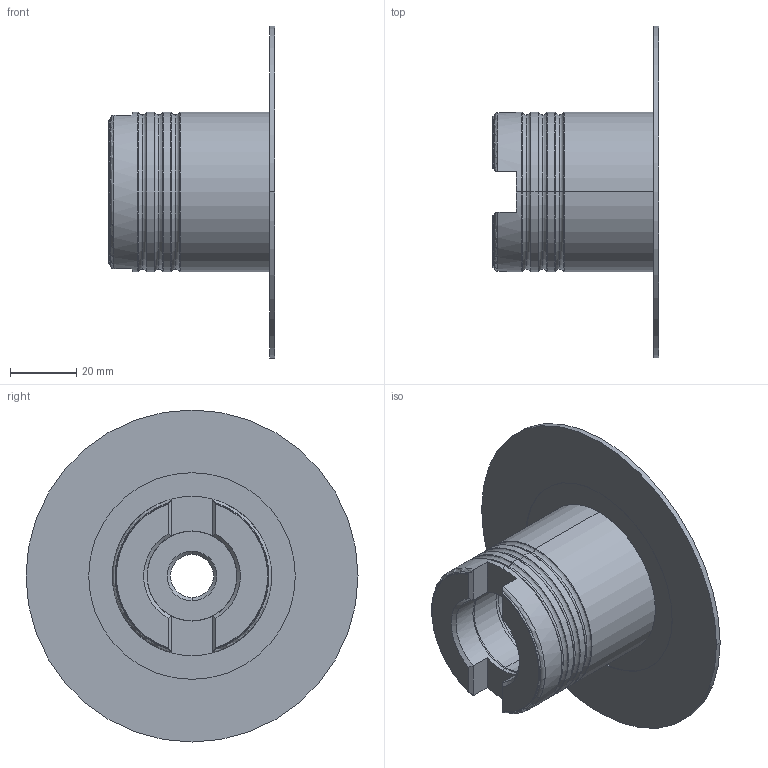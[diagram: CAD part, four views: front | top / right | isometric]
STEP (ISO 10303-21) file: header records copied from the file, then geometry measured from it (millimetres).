
FILE_DESCRIPTION (( 'STEP AP214' ), '1' );
FILE_NAME ('TFA-100-160-S06-9.STEP', '2019-05-22T09:29:58', ( '' ), ( '' ), 'SwSTEP 2.0', 'SolidWorks 2018', '' );
FILE_SCHEMA (( 'AUTOMOTIVE_DESIGN' ));
Length unit declared in the file: millimetre
Products named in the file (3): JSCHF183_1 pk; JSCHF183 pk; TFA-100-160-S06-9
Assembly tree (2 placements, depth 2):
  TFA-100-160-S06-9
    JSCHF183_1 pk
    JSCHF183 pk
Bounding box: 50 x 100 x 100 mm (x, y, z)
Volume: 76510.5 mm3; surface area: 29644.8 mm2
Topology: 2 solids, 2 shells, 170 faces, 394 edges, 223 vertices
Faces by surface type: cylinder 64, cone 58, torus 28, plane 20
Entity records: 5178 total; most frequent: DIRECTION 924, CARTESIAN_POINT 862, ORIENTED_EDGE 752, AXIS2_PLACEMENT_3D 393, EDGE_CURVE 376, VERTEX_POINT 223, CIRCLE 218, EDGE_LOOP 205
